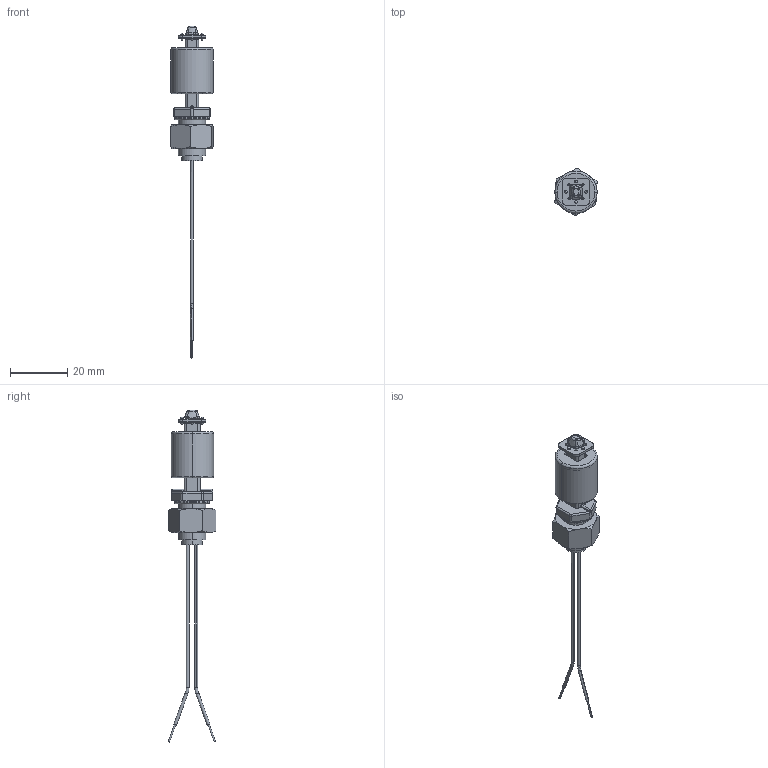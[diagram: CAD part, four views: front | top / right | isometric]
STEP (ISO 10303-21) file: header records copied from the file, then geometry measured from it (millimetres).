
FILE_DESCRIPTION (( 'STEP AP214' ), '1' );
FILE_NAME ('ADM3326-NO r1 nc fxt.STEP', '2022-03-23T16:12:46', ( '' ), ( '' ), 'SwSTEP 2.0', 'SolidWorks 2021', '' );
FILE_SCHEMA (( 'AUTOMOTIVE_DESIGN' ));
Length unit declared in the file: inch
Products named in the file (1): ADM3326-NO r1 nc fxt
Bounding box: 14.73 x 16.59 x 115.78 mm (x, y, z)
Volume: 4203 mm3; surface area: 6859.3 mm2
Topology: 12 solids, 12 shells, 431 faces, 1042 edges, 646 vertices
Faces by surface type: cylinder 159, plane 139, bspline 55, cone 42, torus 24, sphere 12
Entity records: 14882 total; most frequent: CARTESIAN_POINT 4981, ORIENTED_EDGE 2028, DIRECTION 2002, EDGE_CURVE 1014, AXIS2_PLACEMENT_3D 772, VERTEX_POINT 630, EDGE_LOOP 468, LINE 458
